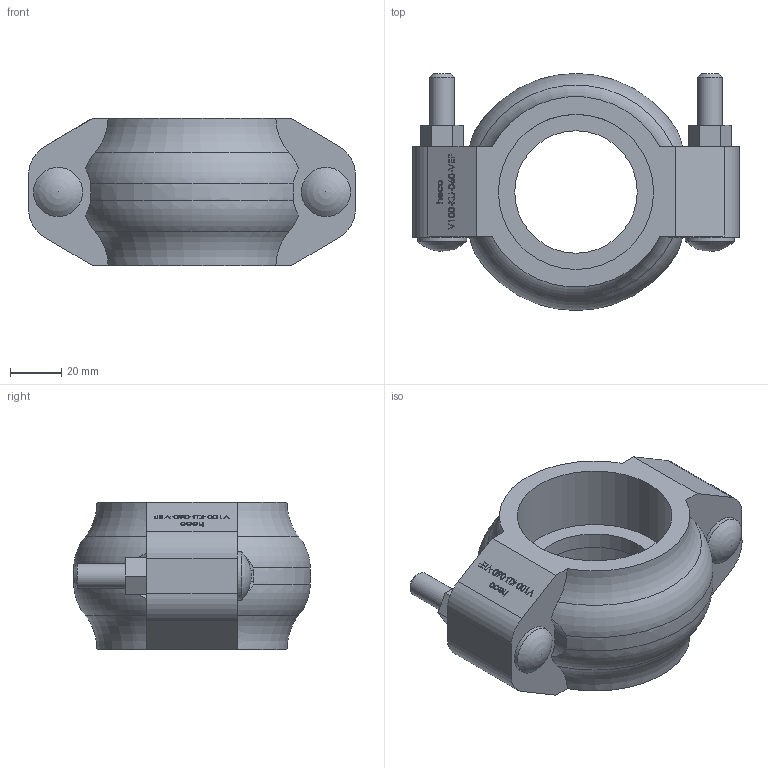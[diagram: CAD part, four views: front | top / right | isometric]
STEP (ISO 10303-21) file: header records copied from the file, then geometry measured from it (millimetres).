
FILE_DESCRIPTION (( 'STEP AP214' ), '1' );
FILE_NAME ('V100-KU-060-VEF Typ E497 DN50 200 Ø60,3 1812.STEP', '2018-12-11T12:30:16', ( '' ), ( '' ), 'SwSTEP 2.0', 'SolidWorks 2016', '' );
FILE_SCHEMA (( 'AUTOMOTIVE_DESIGN' ));
Length unit declared in the file: inch
Products named in the file (1): V100-KU-060-VEF Typ E497 DN50 200 Ø60,3 1812
Bounding box: 127 x 92.15 x 57.15 mm (x, y, z)
Volume: 227828.9 mm3; surface area: 45752.6 mm2
Topology: 1 solids, 1 shells, 281 faces, 744 edges, 493 vertices
Faces by surface type: plane 155, bspline 87, cylinder 25, torus 10, cone 2, sphere 2
Full cylindrical faces by diameter (mm): 9.525 x4, 19.05 x2, 47.625 x1, 60.325 x2
Entity records: 17122 total; most frequent: CARTESIAN_POINT 7867, ORIENTED_EDGE 1452, DIRECTION 970, EDGE_CURVE 726, VERTEX_POINT 488, LINE 452, VECTOR 452, EDGE_LOOP 332
